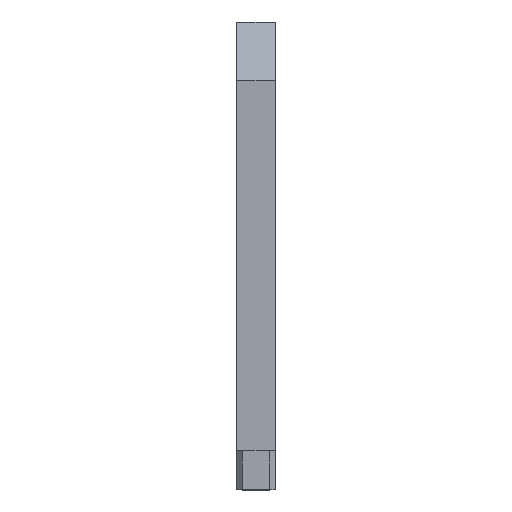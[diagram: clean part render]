
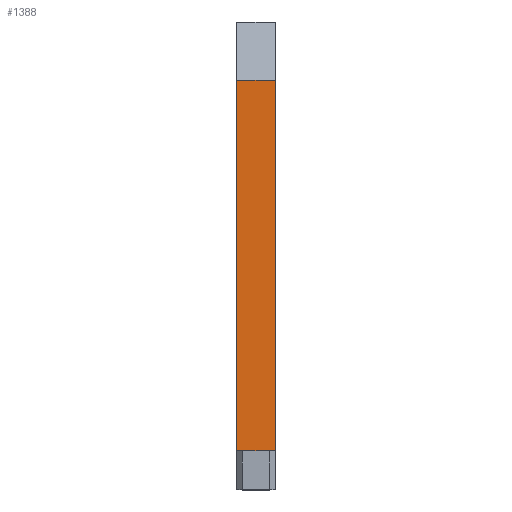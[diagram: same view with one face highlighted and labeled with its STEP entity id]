
A CAD part, top view. The second image highlights one B-rep face of the part: STEP entity #1388.
In plain terms, the highlighted planar face has unit normal (0, 0, 1).
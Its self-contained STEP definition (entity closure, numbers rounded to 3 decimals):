
#74=PLANE('',#1490);
#118=FACE_OUTER_BOUND('',#202,.T.);
#202=EDGE_LOOP('',(#977,#978,#979,#980));
#348=LINE('',#2128,#456);
#349=LINE('',#2131,#457);
#350=LINE('',#2133,#458);
#351=LINE('',#2134,#459);
#456=VECTOR('',#1680,10.);
#457=VECTOR('',#1683,10.);
#458=VECTOR('',#1684,10.);
#459=VECTOR('',#1685,10.);
#645=VERTEX_POINT('',#2121);
#648=VERTEX_POINT('',#2126);
#649=VERTEX_POINT('',#2130);
#650=VERTEX_POINT('',#2132);
#780=EDGE_CURVE('',#648,#645,#348,.T.);
#781=EDGE_CURVE('',#649,#648,#349,.F.);
#782=EDGE_CURVE('',#649,#650,#350,.T.);
#783=EDGE_CURVE('',#645,#650,#351,.T.);
#977=ORIENTED_EDGE('',*,*,#780,.F.);
#978=ORIENTED_EDGE('',*,*,#781,.F.);
#979=ORIENTED_EDGE('',*,*,#782,.T.);
#980=ORIENTED_EDGE('',*,*,#783,.F.);
#1388=ADVANCED_FACE('',(#118),#74,.T.);
#1490=AXIS2_PLACEMENT_3D('',#2129,#1681,#1682);
#1680=DIRECTION('',(1.,0.,0.));
#1681=DIRECTION('center_axis',(0.,0.,
1.));
#1682=DIRECTION('ref_axis',(0.,1.,0.));
#1683=DIRECTION('',(0.,-1.,0.));
#1684=DIRECTION('',(1.,0.,0.));
#1685=DIRECTION('',(0.,-1.,0.));
#2121=CARTESIAN_POINT('',(67.3,37.,65.25));
#2126=CARTESIAN_POINT('',(57.3,37.,65.25));
#2128=CARTESIAN_POINT('',(67.3,37.,65.25));
#2129=CARTESIAN_POINT('Origin',(67.3,-55.,65.25));
#2130=CARTESIAN_POINT('',(57.3,-58.,65.25));
#2131=CARTESIAN_POINT('',(57.3,-27.5,65.25));
#2132=CARTESIAN_POINT('',(67.3,-58.,65.25));
#2133=CARTESIAN_POINT('',(62.3,-58.,65.25));
#2134=CARTESIAN_POINT('',(67.3,-27.5,65.25));
